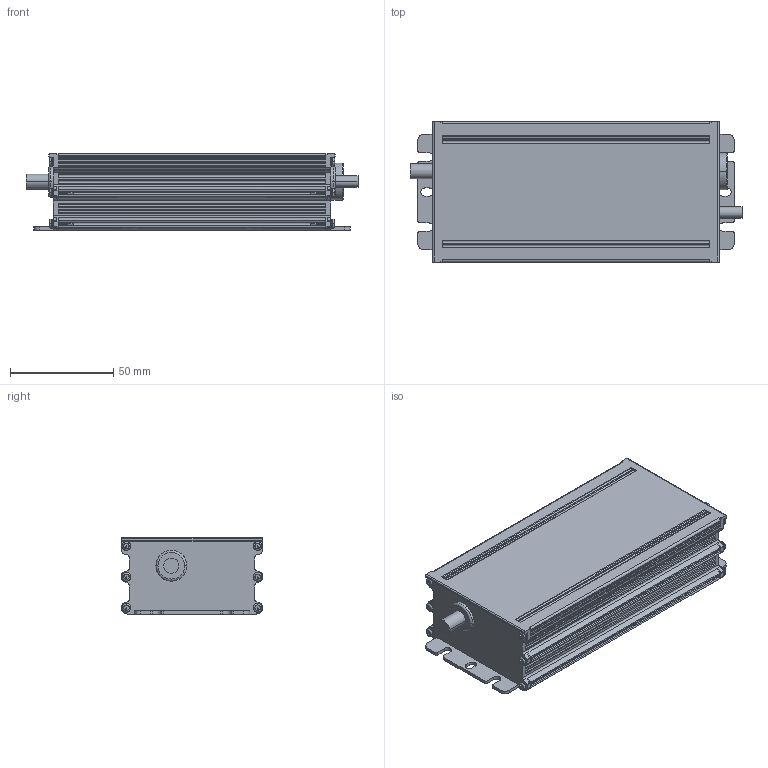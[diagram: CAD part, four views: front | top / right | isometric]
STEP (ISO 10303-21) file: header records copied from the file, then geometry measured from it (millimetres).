
FILE_DESCRIPTION(('Creo Elements/Direct Modeling STEP Export'),'2;1');
FILE_NAME('M88.stp','2022-02-16T10:54:58',(''),(''),'PTC Creo Elements/Direct Modeling STEP processor for AP214 (Solid Model)','PTC Creo Elements/Direct Modeling 19.0E 27-Jun-2016 (C) Parametric Technology GmbH','');
FILE_SCHEMA(('AUTOMOTIVE_DESIGN { 1 0 10303 214 1 1 1 1 }'));
Length unit declared in the file: millimetre
Products named in the file (3): PCB; Casing; M88
Assembly tree (2 placements, depth 2):
  M88
    Casing
    PCB
Bounding box: 161.1 x 68 x 37 mm (x, y, z)
Volume: 67450.9 mm3; surface area: 139481 mm2
Topology: 1 solids, 12 shells, 2183 faces, 6302 edges, 4019 vertices
Faces by surface type: cylinder 1020, plane 695, torus 266, bspline 146, extrusion 44, cone 10, sphere 2
Entity records: 94926 total; most frequent: CARTESIAN_POINT 39284, ORIENTED_EDGE 12630, DIRECTION 8716, EDGE_CURVE 6290, VERTEX_POINT 4019, AXIS2_PLACEMENT_3D 3119, VECTOR 2478, LINE 2434
